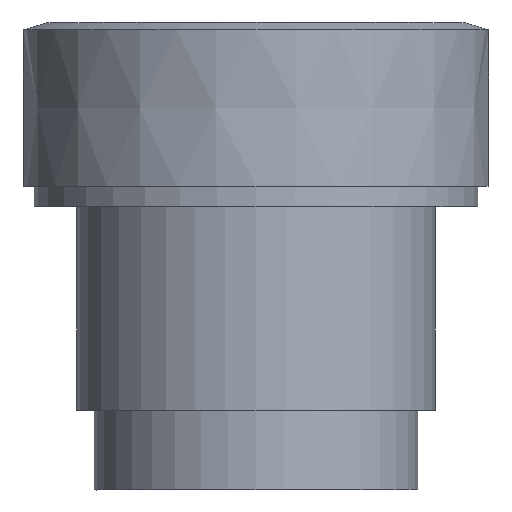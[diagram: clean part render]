
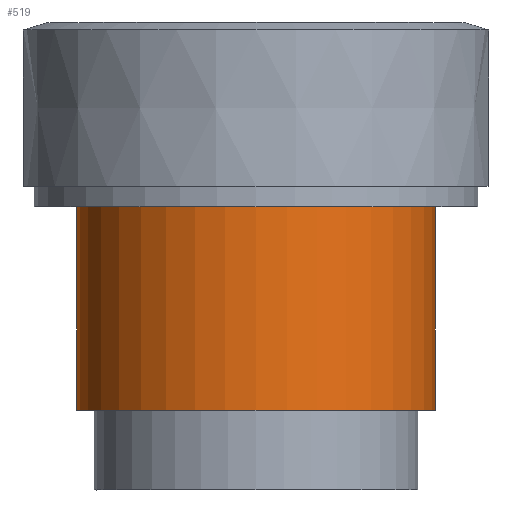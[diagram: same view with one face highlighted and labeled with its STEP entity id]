
A CAD part, front view. The second image highlights one B-rep face of the part: STEP entity #519.
In plain terms, the highlighted cylindrical face has radius 10.961 mm (diameter 21.922 mm), a partial arc.
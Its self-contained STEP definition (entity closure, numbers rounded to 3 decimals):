
#385 = EDGE_CURVE('',#386,#388,#390,.T.);
#386 = VERTEX_POINT('',#387);
#387 = CARTESIAN_POINT('',(10.961,0.,
    -12.72));
#388 = VERTEX_POINT('',#389);
#389 = CARTESIAN_POINT('',(10.961,0.,
    -0.25));
#390 = LINE('',#391,#392);
#391 = CARTESIAN_POINT('',(10.961,0.,
    -6.485));
#392 = VECTOR('',#393,1.);
#393 = DIRECTION('',(0.,0.,1.));
#396 = VERTEX_POINT('',#397);
#397 = CARTESIAN_POINT('',(-10.961,0.,-12.72));
#404 = EDGE_CURVE('',#405,#396,#407,.T.);
#405 = VERTEX_POINT('',#406);
#406 = CARTESIAN_POINT('',(-10.961,0.,
    -0.25));
#407 = LINE('',#408,#409);
#408 = CARTESIAN_POINT('',(-10.961,0.,
    -6.485));
#409 = VECTOR('',#410,1.);
#410 = DIRECTION('',(0.,0.,-1.));
#504 = EDGE_CURVE('',#396,#386,#505,.T.);
#505 = CIRCLE('',#506,10.961);
#506 = AXIS2_PLACEMENT_3D('',#507,#508,#509);
#507 = CARTESIAN_POINT('',(0.,0.,
    -12.72));
#508 = DIRECTION('',(0.,0.,1.));
#509 = DIRECTION('',(1.,0.,0.));
#519 = ADVANCED_FACE('',(#520),#532,.T.);
#520 = FACE_BOUND('',#521,.T.);
#521 = EDGE_LOOP('',(#522,#523,#530,#531));
#522 = ORIENTED_EDGE('',*,*,#385,.T.);
#523 = ORIENTED_EDGE('',*,*,#524,.F.);
#524 = EDGE_CURVE('',#405,#388,#525,.T.);
#525 = CIRCLE('',#526,10.961);
#526 = AXIS2_PLACEMENT_3D('',#527,#528,#529);
#527 = CARTESIAN_POINT('',(0.,0.,-0.25
    ));
#528 = DIRECTION('',(0.,0.,1.));
#529 = DIRECTION('',(1.,0.,0.));
#530 = ORIENTED_EDGE('',*,*,#404,.T.);
#531 = ORIENTED_EDGE('',*,*,#504,.T.);
#532 = CYLINDRICAL_SURFACE('',#533,10.961);
#533 = AXIS2_PLACEMENT_3D('',#534,#535,#536);
#534 = CARTESIAN_POINT('',(0.,0.,
    10.563));
#535 = DIRECTION('',(0.,0.,-1.));
#536 = DIRECTION('',(1.,0.,0.));
